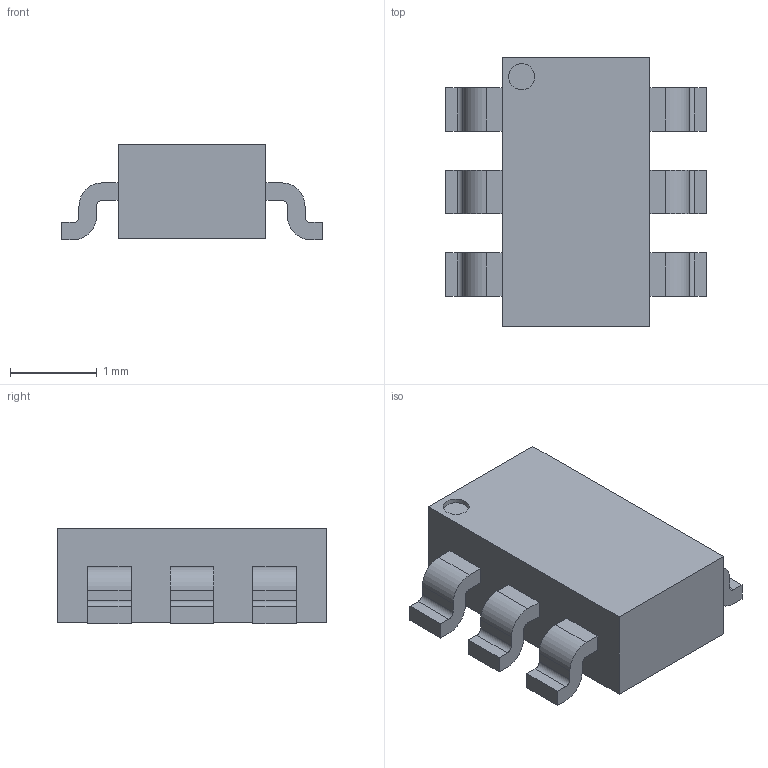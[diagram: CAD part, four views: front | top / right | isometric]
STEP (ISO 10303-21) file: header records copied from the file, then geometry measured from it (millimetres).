
FILE_DESCRIPTION(/* description */ (''),/* implementation_level */ '2;1');
FILE_NAME(/* name */ 'sot23_1659567920124.stp',/* time_stamp */ '2022-08-03T23:05:23Z',/* author */ (''),/* organization */ (''),/* preprocessor_version */ 'ST-DEVELOPER v19.2',/* originating_system */ 'ASM',/* authorisation */ '');
FILE_SCHEMA (('AUTOMOTIVE_DESIGN { 1 0 10303 214 3 1 1 }'));
Length unit declared in the file: millimetre
Products named in the file (1): sot23_1659567920124
Bounding box: 3 x 3.1 x 1.1 mm (x, y, z)
Volume: 6.3 mm3; surface area: 29.1 mm2
Topology: 1 solids, 1 shells, 86 faces, 231 edges, 154 vertices
Faces by surface type: plane 61, cylinder 25
Full cylindrical faces by diameter (mm): 0.3 x1
Entity records: 2807 total; most frequent: CARTESIAN_POINT 472, ORIENTED_EDGE 462, DIRECTION 455, EDGE_CURVE 231, LINE 181, VECTOR 181, VERTEX_POINT 154, AXIS2_PLACEMENT_3D 137
